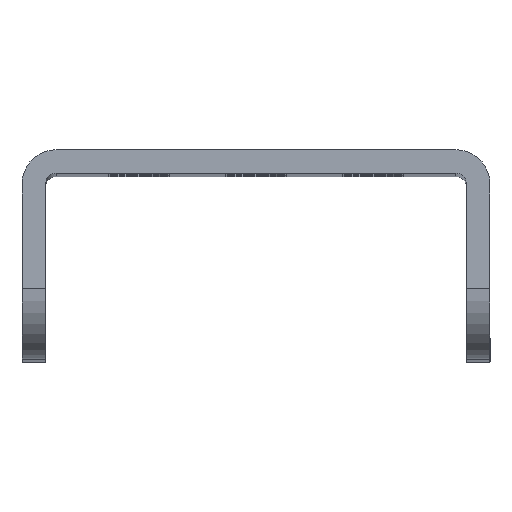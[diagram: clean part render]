
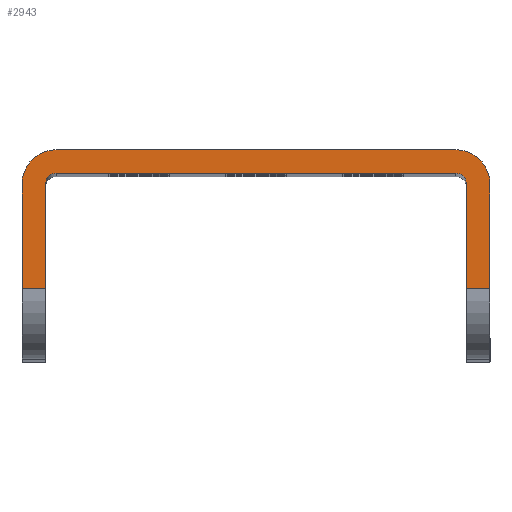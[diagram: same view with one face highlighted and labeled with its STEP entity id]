
A CAD part, top view. The second image highlights one B-rep face of the part: STEP entity #2943.
In plain terms, the highlighted planar face has unit normal (0, 0, 1).
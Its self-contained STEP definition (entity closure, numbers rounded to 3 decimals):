
#117 = DIRECTION ( 'NONE',  ( -1., 0., 0. ) ) ;
#149 = ORIENTED_EDGE ( 'NONE', *, *, #4274, .F. ) ;
#171 = LINE ( 'NONE', #2262, #4887 ) ;
#274 = VERTEX_POINT ( 'NONE', #1985 ) ;
#315 = LINE ( 'NONE', #906, #5582 ) ;
#387 = VECTOR ( 'NONE', #2480, 1000. ) ;
#539 = CARTESIAN_POINT ( 'NONE',  ( -28.84, -2.757, 392. ) ) ;
#588 = DIRECTION ( 'NONE',  ( -1., 0., 0. ) ) ;
#612 = ORIENTED_EDGE ( 'NONE', *, *, #644, .T. ) ;
#634 = DIRECTION ( 'NONE',  ( -1., 0., 0. ) ) ;
#637 = VERTEX_POINT ( 'NONE', #2110 ) ;
#644 = EDGE_CURVE ( 'NONE', #667, #637, #1941, .T. ) ;
#647 = EDGE_CURVE ( 'NONE', #274, #3275, #4074, .T. ) ;
#667 = VERTEX_POINT ( 'NONE', #6194 ) ;
#670 = VERTEX_POINT ( 'NONE', #5809 ) ;
#731 = PLANE ( 'NONE',  #2996 ) ;
#906 = CARTESIAN_POINT ( 'NONE',  ( -58.503, -7.557, 392. ) ) ;
#1037 = CARTESIAN_POINT ( 'NONE',  ( -28.103, -2.757, 392. ) ) ;
#1078 = EDGE_CURVE ( 'NONE', #5837, #3275, #2318, .T. ) ;
#1108 = EDGE_CURVE ( 'NONE', #4440, #274, #2450, .T. ) ;
#1187 = VERTEX_POINT ( 'NONE', #5729 ) ;
#1196 = CARTESIAN_POINT ( 'NONE',  ( -56.167, 4.406, 392. ) ) ;
#1219 = DIRECTION ( 'NONE',  ( 0., 1., 0. ) ) ;
#1291 = CARTESIAN_POINT ( 'NONE',  ( -56.167, 5.143, 392. ) ) ;
#1354 = VERTEX_POINT ( 'NONE', #5385 ) ;
#1399 = EDGE_CURVE ( 'NONE', #2923, #1187, #6634, .T. ) ;
#1440 = EDGE_CURVE ( 'NONE', #5968, #4090, #4580, .T. ) ;
#1565 = ORIENTED_EDGE ( 'NONE', *, *, #1108, .F. ) ;
#1624 = ORIENTED_EDGE ( 'NONE', *, *, #647, .F. ) ;
#1748 = CARTESIAN_POINT ( 'NONE',  ( -28.84, 5.143, 392. ) ) ;
#1830 = DIRECTION ( 'NONE',  ( 0., -1., 0. ) ) ;
#1870 = AXIS2_PLACEMENT_3D ( 'NONE', #3023, #6485, #588 ) ;
#1876 = FACE_OUTER_BOUND ( 'NONE', #5684, .T. ) ;
#1941 = LINE ( 'NONE', #539, #3806 ) ;
#1959 = ORIENTED_EDGE ( 'NONE', *, *, #2771, .F. ) ;
#1985 = CARTESIAN_POINT ( 'NONE',  ( -26.503, -2.757, 392. ) ) ;
#2110 = CARTESIAN_POINT ( 'NONE',  ( -56.903, -2.757, 392. ) ) ;
#2137 = EDGE_CURVE ( 'NONE', #4090, #5837, #4992, .T. ) ;
#2216 = EDGE_CURVE ( 'NONE', #637, #670, #171, .T. ) ;
#2262 = CARTESIAN_POINT ( 'NONE',  ( -56.903, -7.557, 392. ) ) ;
#2318 = LINE ( 'NONE', #3933, #5068 ) ;
#2450 = LINE ( 'NONE', #4170, #5848 ) ;
#2480 = DIRECTION ( 'NONE',  ( 1., 0., 0. ) ) ;
#2507 = DIRECTION ( 'NONE',  ( 0., 1., 0. ) ) ;
#2560 = EDGE_CURVE ( 'NONE', #1354, #1187, #6212, .T. ) ;
#2770 = CIRCLE ( 'NONE', #2990, 0.737 ) ;
#2771 = EDGE_CURVE ( 'NONE', #2923, #4440, #3222, .T. ) ;
#2923 = VERTEX_POINT ( 'NONE', #5506 ) ;
#2943 = ADVANCED_FACE ( 'NONE', ( #1876 ), #731, .T. ) ;
#2990 = AXIS2_PLACEMENT_3D ( 'NONE', #1196, #3295, #117 ) ;
#2996 = AXIS2_PLACEMENT_3D ( 'NONE', #4012, #6127, #6552 ) ;
#3023 = CARTESIAN_POINT ( 'NONE',  ( -28.84, 4.406, 392. ) ) ;
#3088 = ORIENTED_EDGE ( 'NONE', *, *, #1399, .T. ) ;
#3222 = CIRCLE ( 'NONE', #1870, 2.337 ) ;
#3234 = DIRECTION ( 'NONE',  ( -1., 0., 0. ) ) ;
#3275 = VERTEX_POINT ( 'NONE', #1037 ) ;
#3295 = DIRECTION ( 'NONE',  ( 0., 0., -1. ) ) ;
#3300 = CARTESIAN_POINT ( 'NONE',  ( -56.167, 4.406, 392. ) ) ;
#3603 = DIRECTION ( 'NONE',  ( 0., -1., 0. ) ) ;
#3654 = AXIS2_PLACEMENT_3D ( 'NONE', #3300, #5420, #634 ) ;
#3681 = DIRECTION ( 'NONE',  ( 1., 0., 0. ) ) ;
#3806 = VECTOR ( 'NONE', #3681, 1000. ) ;
#3846 = VECTOR ( 'NONE', #6532, 1000. ) ;
#3869 = CARTESIAN_POINT ( 'NONE',  ( -28.84, 4.406, 392. ) ) ;
#3933 = CARTESIAN_POINT ( 'NONE',  ( -28.103, 6.743, 392. ) ) ;
#4012 = CARTESIAN_POINT ( 'NONE',  ( -56.903, 4.406, 392. ) ) ;
#4074 = LINE ( 'NONE', #4209, #4256 ) ;
#4087 = EDGE_CURVE ( 'NONE', #670, #5968, #2770, .T. ) ;
#4090 = VERTEX_POINT ( 'NONE', #1748 ) ;
#4100 = AXIS2_PLACEMENT_3D ( 'NONE', #3869, #4431, #6514 ) ;
#4170 = CARTESIAN_POINT ( 'NONE',  ( -26.503, 6.743, 392. ) ) ;
#4196 = CARTESIAN_POINT ( 'NONE',  ( -28.103, 4.406, 392. ) ) ;
#4209 = CARTESIAN_POINT ( 'NONE',  ( -26.503, -2.757, 392. ) ) ;
#4256 = VECTOR ( 'NONE', #3234, 1000. ) ;
#4259 = ORIENTED_EDGE ( 'NONE', *, *, #2216, .T. ) ;
#4274 = EDGE_CURVE ( 'NONE', #667, #1354, #315, .T. ) ;
#4431 = DIRECTION ( 'NONE',  ( 0., 0., -1. ) ) ;
#4440 = VERTEX_POINT ( 'NONE', #6807 ) ;
#4545 = ORIENTED_EDGE ( 'NONE', *, *, #1078, .T. ) ;
#4580 = LINE ( 'NONE', #6666, #387 ) ;
#4696 = ORIENTED_EDGE ( 'NONE', *, *, #2137, .T. ) ;
#4887 = VECTOR ( 'NONE', #1219, 1000. ) ;
#4992 = CIRCLE ( 'NONE', #4100, 0.737 ) ;
#5068 = VECTOR ( 'NONE', #1830, 1000. ) ;
#5153 = ORIENTED_EDGE ( 'NONE', *, *, #4087, .T. ) ;
#5385 = CARTESIAN_POINT ( 'NONE',  ( -58.503, 4.406, 392. ) ) ;
#5420 = DIRECTION ( 'NONE',  ( 0., 0., -1. ) ) ;
#5489 = CARTESIAN_POINT ( 'NONE',  ( -56.903, 6.743, 392. ) ) ;
#5506 = CARTESIAN_POINT ( 'NONE',  ( -28.84, 6.743, 392. ) ) ;
#5582 = VECTOR ( 'NONE', #2507, 1000. ) ;
#5684 = EDGE_LOOP ( 'NONE', ( #5786, #4696, #4545, #1624, #1565, #1959, #3088, #5957, #149, #612, #4259, #5153 ) ) ;
#5729 = CARTESIAN_POINT ( 'NONE',  ( -56.167, 6.743, 392. ) ) ;
#5786 = ORIENTED_EDGE ( 'NONE', *, *, #1440, .T. ) ;
#5809 = CARTESIAN_POINT ( 'NONE',  ( -56.903, 4.406, 392. ) ) ;
#5837 = VERTEX_POINT ( 'NONE', #4196 ) ;
#5848 = VECTOR ( 'NONE', #3603, 1000. ) ;
#5957 = ORIENTED_EDGE ( 'NONE', *, *, #2560, .F. ) ;
#5968 = VERTEX_POINT ( 'NONE', #1291 ) ;
#6127 = DIRECTION ( 'NONE',  ( 0., 0., 1. ) ) ;
#6194 = CARTESIAN_POINT ( 'NONE',  ( -58.503, -2.757, 392. ) ) ;
#6212 = CIRCLE ( 'NONE', #3654, 2.337 ) ;
#6485 = DIRECTION ( 'NONE',  ( 0., 0., -1. ) ) ;
#6514 = DIRECTION ( 'NONE',  ( -1., 0., 0. ) ) ;
#6532 = DIRECTION ( 'NONE',  ( -1., 0., 0. ) ) ;
#6552 = DIRECTION ( 'NONE',  ( 1., 0., 0. ) ) ;
#6634 = LINE ( 'NONE', #5489, #3846 ) ;
#6666 = CARTESIAN_POINT ( 'NONE',  ( -56.903, 5.143, 392. ) ) ;
#6807 = CARTESIAN_POINT ( 'NONE',  ( -26.503, 4.406, 392. ) ) ;
